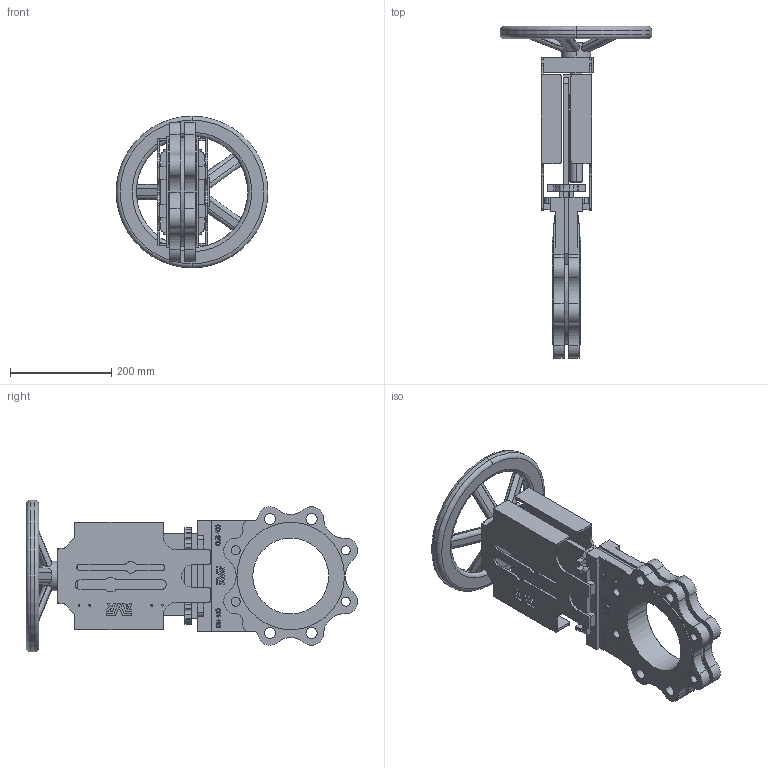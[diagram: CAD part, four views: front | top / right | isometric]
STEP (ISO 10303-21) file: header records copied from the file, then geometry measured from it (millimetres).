
FILE_DESCRIPTION (( 'STEP AP203' ), '1' );
FILE_NAME ('70215010034.STEP', '2017-03-22T16:37:15', ( '' ), ( '' ), 'SwSTEP 2.0', 'SolidWorks 2016', '' );
FILE_SCHEMA (( 'CONFIG_CONTROL_DESIGN' ));
Length unit declared in the file: millimetre
Products named in the file (1): 70215010034
Bounding box: 300 x 655.7 x 300 mm (x, y, z)
Volume: 5138119.9 mm3; surface area: 763703.5 mm2
Topology: 1 solids, 3 shells, 1170 faces, 3332 edges, 2199 vertices
Faces by surface type: plane 565, cylinder 427, bspline 162, torus 12, cone 4
Entity records: 49242 total; most frequent: CARTESIAN_POINT 19056, ORIENTED_EDGE 6644, DIRECTION 5804, EDGE_CURVE 3322, VERTEX_POINT 2199, LINE 2054, VECTOR 2054, AXIS2_PLACEMENT_3D 1875
